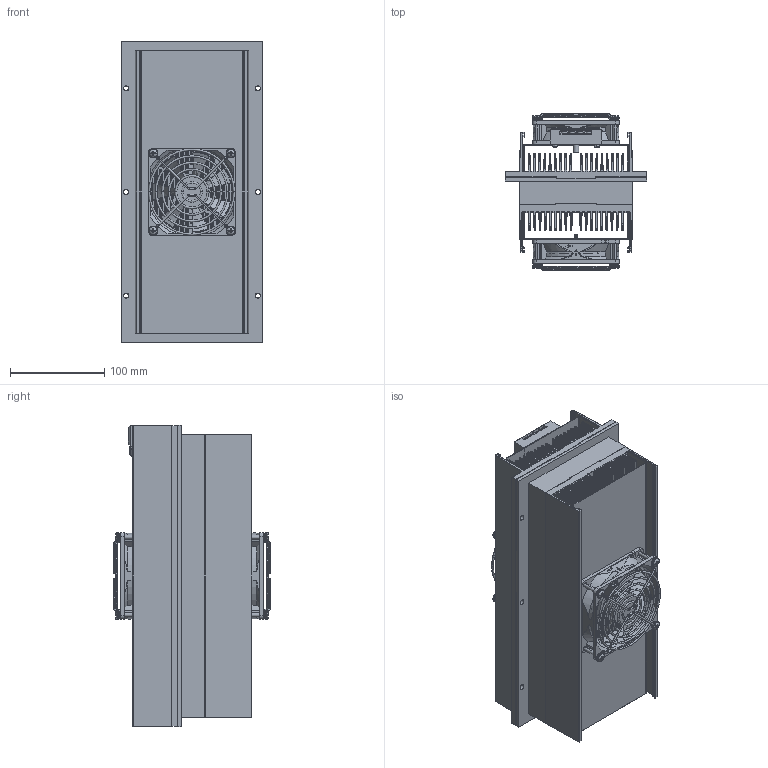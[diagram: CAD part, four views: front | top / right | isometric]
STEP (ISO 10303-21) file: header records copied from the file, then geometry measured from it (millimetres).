
FILE_DESCRIPTION (( 'STEP AP214' ), '1' );
FILE_NAME ('120-AA for ecogen.STEP', '2017-03-02T13:30:43', ( 'konstruktor_7' ), ( '' ), 'SwSTEP 2.0', 'SolidWorks 2013', '' );
FILE_SCHEMA (( 'AUTOMOTIVE_DESIGN' ));
Length unit declared in the file: millimetre
Products named in the file (1): 120-AA for ecogen
Bounding box: 150.2 x 166.3 x 320 mm (x, y, z)
Surface area: 1054153.5 mm2 (no closed solid volume)
Topology: 0 solids, 78 shells, 4134 faces, 12698 edges, 8419 vertices
Faces by surface type: plane 2844, cylinder 720, torus 436, cone 57, bspline 45, sphere 32
Entity records: 187088 total; most frequent: CARTESIAN_POINT 36155, ORIENTED_EDGE 22580, DIRECTION 20831, EDGE_CURVE 12698, VERTEX_POINT 8419, VECTOR 6949, LINE 6949, AXIS2_PLACEMENT_3D 6941
